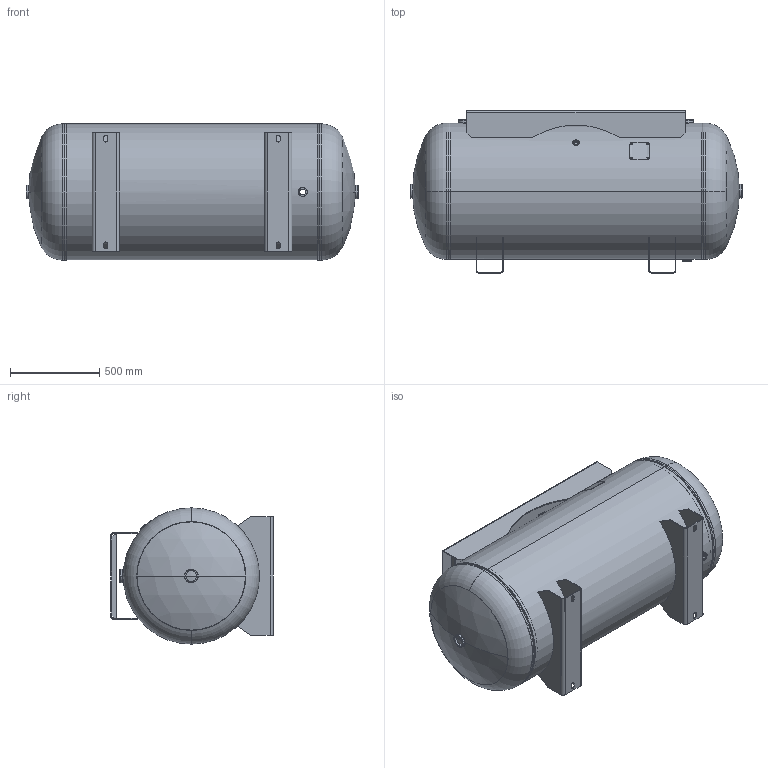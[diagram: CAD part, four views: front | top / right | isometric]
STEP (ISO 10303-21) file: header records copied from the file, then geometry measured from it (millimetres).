
FILE_DESCRIPTION (( 'STEP AP214' ), '1' );
FILE_NAME ('302483.STEP', '2024-04-02T20:50:01', ( '' ), ( '' ), 'SwSTEP 2.0', 'SolidWorks 2022', '' );
FILE_SCHEMA (( 'AUTOMOTIVE_DESIGN' ));
Length unit declared in the file: inch
Products named in the file (12): A55880; NP-HOR_30; PHOENIX RAD FLANGE_200P958 OR; A55839; PHOENIX RAD FLANGE_100P705-7R; A55918; 302483; HEAD_30X186JOG; PHOENIX FLAT FLANGE_0250P391; 302483-SL; A55848.2; PHOENIX FLAT FLANGE_2000O-RING
Assembly tree (17 placements, depth 3):
  302483
    302483-SL
    HEAD_30X186JOG  x2
    PHOENIX FLAT FLANGE_2000O-RING  x2
    PHOENIX RAD FLANGE_200P958 OR  x3
    PHOENIX RAD FLANGE_100P705-7R
    PHOENIX FLAT FLANGE_0250P391
    NP-HOR_30
    A55848.2  x2
    A55839
      A55880
      A55918  x2
Bounding box: 1856.09 x 906.46 x 762 mm (x, y, z)
Volume: 33476464.2 mm3; surface area: 12559989.8 mm2
Topology: 16 solids, 16 shells, 366 faces, 806 edges, 484 vertices
Faces by surface type: plane 120, cylinder 112, torus 100, bspline 22, sphere 8, cone 4
Entity records: 13297 total; most frequent: CARTESIAN_POINT 7484, DIRECTION 1147, ORIENTED_EDGE 1042, EDGE_CURVE 521, AXIS2_PLACEMENT_3D 473, VERTEX_POINT 316, EDGE_LOOP 271, CIRCLE 242
